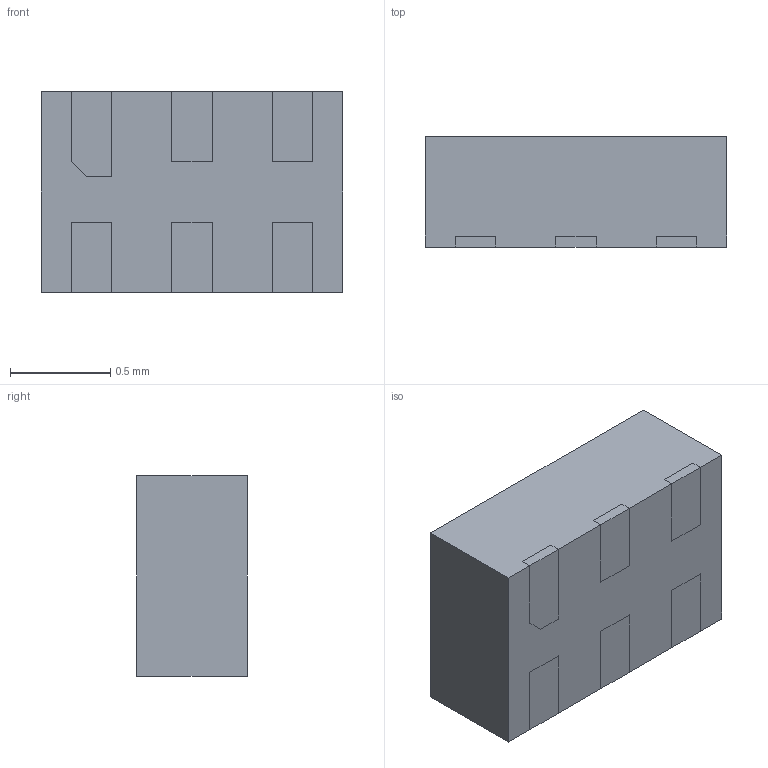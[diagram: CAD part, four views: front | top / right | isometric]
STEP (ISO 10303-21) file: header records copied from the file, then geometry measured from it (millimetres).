
FILE_DESCRIPTION((''),'2;1');
FILE_NAME('LEH06A_ASM','2011-03-01T',('ATHLSC'),(''),'PRO/ENGINEER BY PARAMETRIC TECHNOLOGY CORPORATION, 2009060','PRO/ENGINEER BY PARAMETRIC TECHNOLOGY CORPORATION, 2009060','');
FILE_SCHEMA(('AUTOMOTIVE_DESIGN_CC2 { 1 2 10303 214 -1 1 5 2 }'));
Length unit declared in the file: millimetre
Products named in the file (3): BODY_LEH06A; FRAME_LEH06A; LEH06A_ASM
Assembly tree (2 placements, depth 2):
  LEH06A_ASM
    BODY_LEH06A
    FRAME_LEH06A
Bounding box: 1.5 x 0.55 x 1 mm (x, y, z)
Volume: 0.8 mm3; surface area: 7.2 mm2
Topology: 7 solids, 7 shells, 68 faces, 162 edges, 108 vertices
Faces by surface type: plane 68
Entity records: 2595 total; most frequent: CARTESIAN_POINT 343, ORIENTED_EDGE 324, DIRECTION 308, PRESENTATION_STYLE_ASSIGNMENT 175, STYLED_ITEM 169, VECTOR 162, LINE 162, CURVE_STYLE 162
